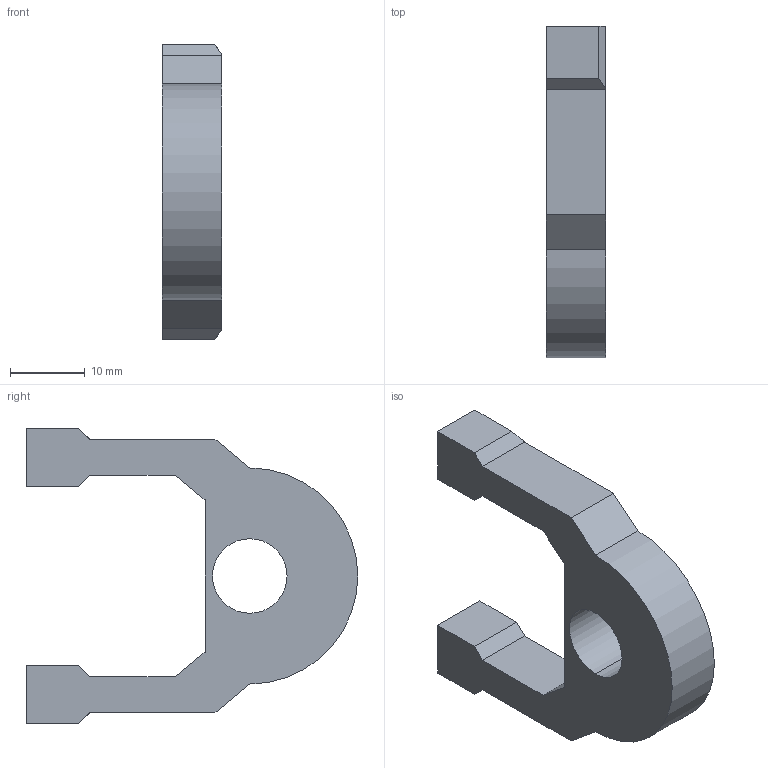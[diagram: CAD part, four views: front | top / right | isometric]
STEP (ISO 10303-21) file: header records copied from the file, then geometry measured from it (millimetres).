
FILE_DESCRIPTION (( 'STEP AP214' ), '1' );
FILE_NAME ('body_wheel_holder_ear_smaller.step', '2023-05-17T11:16:47', ( '' ), ( '' ), 'SwSTEP 2.0', 'SolidWorks 2022', '' );
FILE_SCHEMA (( 'AUTOMOTIVE_DESIGN' ));
Length unit declared in the file: millimetre
Products named in the file (1): body_wheel_holder_ear_smaller
Bounding box: 8 x 44.5 x 39.7 mm (x, y, z)
Volume: 5793.1 mm3; surface area: 3478.6 mm2
Topology: 1 solids, 1 shells, 32 faces, 84 edges, 56 vertices
Faces by surface type: plane 23, cylinder 9
Entity records: 1022 total; most frequent: CARTESIAN_POINT 179, ORIENTED_EDGE 168, DIRECTION 164, EDGE_CURVE 84, LINE 66, VECTOR 66, VERTEX_POINT 56, AXIS2_PLACEMENT_3D 49
